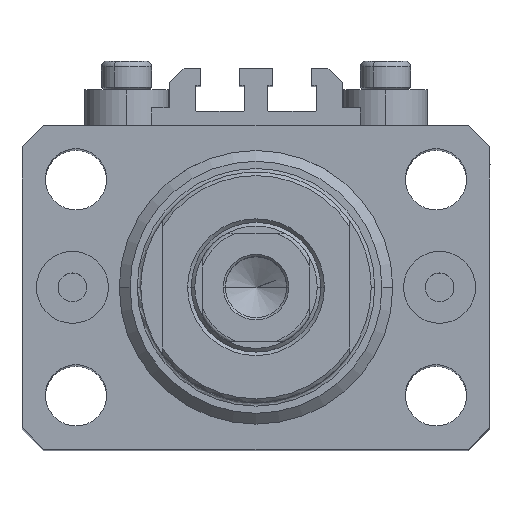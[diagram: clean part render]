
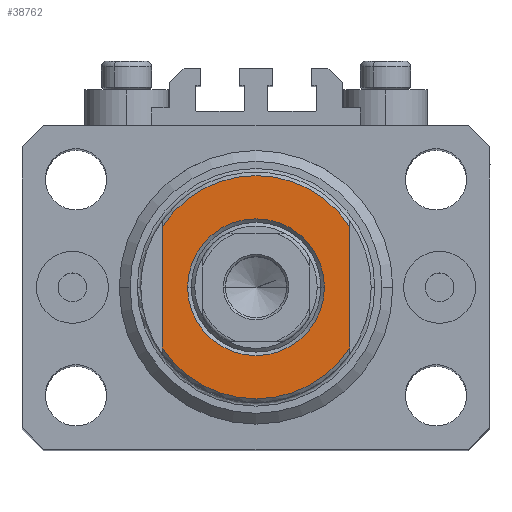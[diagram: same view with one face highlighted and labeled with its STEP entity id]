
A CAD part, top view. The second image highlights one B-rep face of the part: STEP entity #38762.
In plain terms, the highlighted face is planar.
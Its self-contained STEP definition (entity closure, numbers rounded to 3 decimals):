
#374 = CIRCLE ( 'NONE', #1878, 15.5 ) ;
#802 = DIRECTION ( 'NONE',  ( 0., 0., 1. ) ) ;
#1878 = AXIS2_PLACEMENT_3D ( 'NONE', #8261, #22829, #5599 ) ;
#1901 = CIRCLE ( 'NONE', #46094, 15.5 ) ;
#1986 = ORIENTED_EDGE ( 'NONE', *, *, #40457, .T. ) ;
#2459 = EDGE_CURVE ( 'NONE', #17520, #33668, #13349, .T. ) ;
#4993 = CARTESIAN_POINT ( 'NONE',  ( -9.5, 0., -6.5 ) ) ;
#5599 = DIRECTION ( 'NONE',  ( -1., 0., 0. ) ) ;
#5947 = FACE_OUTER_BOUND ( 'NONE', #8745, .T. ) ;
#7027 = VECTOR ( 'NONE', #27223, 1000. ) ;
#7297 = LINE ( 'NONE', #46909, #37059 ) ;
#7820 = CARTESIAN_POINT ( 'NONE',  ( 13., 8.441, -6.5 ) ) ;
#8261 = CARTESIAN_POINT ( 'NONE',  ( 0., 0., -6.5 ) ) ;
#8481 = CARTESIAN_POINT ( 'NONE',  ( 0., 0., -6.5 ) ) ;
#8671 = ORIENTED_EDGE ( 'NONE', *, *, #2459, .F. ) ;
#8745 = EDGE_LOOP ( 'NONE', ( #34705, #46606, #44723, #8671 ) ) ;
#8776 = EDGE_CURVE ( 'NONE', #17273, #33668, #374, .T. ) ;
#9288 = DIRECTION ( 'NONE',  ( -1., 0., 0. ) ) ;
#10288 = ORIENTED_EDGE ( 'NONE', *, *, #27666, .T. ) ;
#12426 = CARTESIAN_POINT ( 'NONE',  ( 13., -8.441, -6.5 ) ) ;
#13349 = LINE ( 'NONE', #38193, #7027 ) ;
#15911 = VERTEX_POINT ( 'NONE', #4993 ) ;
#16122 = DIRECTION ( 'NONE',  ( -1., 0., 0. ) ) ;
#16358 = DIRECTION ( 'NONE',  ( 0., 0., 1. ) ) ;
#16938 = CARTESIAN_POINT ( 'NONE',  ( 0., 0., -6.5 ) ) ;
#17273 = VERTEX_POINT ( 'NONE', #12426 ) ;
#17520 = VERTEX_POINT ( 'NONE', #21470 ) ;
#18059 = DIRECTION ( 'NONE',  ( 0., -1., 0. ) ) ;
#19382 = AXIS2_PLACEMENT_3D ( 'NONE', #16938, #24346, #9288 ) ;
#21470 = CARTESIAN_POINT ( 'NONE',  ( -13., 8.441, -6.5 ) ) ;
#22468 = CIRCLE ( 'NONE', #27840, 9.5 ) ;
#22829 = DIRECTION ( 'NONE',  ( 0., 0., -1. ) ) ;
#23637 = FACE_BOUND ( 'NONE', #26422, .T. ) ;
#24096 = CARTESIAN_POINT ( 'NONE',  ( 9.5, 0., -6.5 ) ) ;
#24346 = DIRECTION ( 'NONE',  ( 0., 0., -1. ) ) ;
#24506 = VERTEX_POINT ( 'NONE', #24096 ) ;
#26422 = EDGE_LOOP ( 'NONE', ( #1986, #10288 ) ) ;
#27223 = DIRECTION ( 'NONE',  ( 0., -1., 0. ) ) ;
#27666 = EDGE_CURVE ( 'NONE', #24506, #15911, #38656, .T. ) ;
#27840 = AXIS2_PLACEMENT_3D ( 'NONE', #8481, #16358, #16122 ) ;
#32335 = DIRECTION ( 'NONE',  ( 0., 0., -1. ) ) ;
#33668 = VERTEX_POINT ( 'NONE', #35991 ) ;
#34243 = CARTESIAN_POINT ( 'NONE',  ( 0., 0., -6.5 ) ) ;
#34705 = ORIENTED_EDGE ( 'NONE', *, *, #40612, .T. ) ;
#35219 = DIRECTION ( 'NONE',  ( -1., 0., 0. ) ) ;
#35991 = CARTESIAN_POINT ( 'NONE',  ( -13., -8.441, -6.5 ) ) ;
#37059 = VECTOR ( 'NONE', #18059, 1000. ) ;
#38193 = CARTESIAN_POINT ( 'NONE',  ( -13., -43.081, -6.5 ) ) ;
#38656 = CIRCLE ( 'NONE', #44744, 9.5 ) ;
#38762 = ADVANCED_FACE ( 'NONE', ( #23637, #5947 ), #45098, .T. ) ;
#40457 = EDGE_CURVE ( 'NONE', #15911, #24506, #22468, .T. ) ;
#40612 = EDGE_CURVE ( 'NONE', #17520, #43975, #1901, .T. ) ;
#40664 = DIRECTION ( 'NONE',  ( -1., 0., 0. ) ) ;
#41179 = CARTESIAN_POINT ( 'NONE',  ( 0., 0., -6.5 ) ) ;
#43975 = VERTEX_POINT ( 'NONE', #7820 ) ;
#44281 = EDGE_CURVE ( 'NONE', #43975, #17273, #7297, .T. ) ;
#44723 = ORIENTED_EDGE ( 'NONE', *, *, #8776, .T. ) ;
#44744 = AXIS2_PLACEMENT_3D ( 'NONE', #34243, #802, #40664 ) ;
#45098 = PLANE ( 'NONE',  #19382 ) ;
#46094 = AXIS2_PLACEMENT_3D ( 'NONE', #41179, #32335, #35219 ) ;
#46606 = ORIENTED_EDGE ( 'NONE', *, *, #44281, .T. ) ;
#46909 = CARTESIAN_POINT ( 'NONE',  ( 13., -43.081, -6.5 ) ) ;
